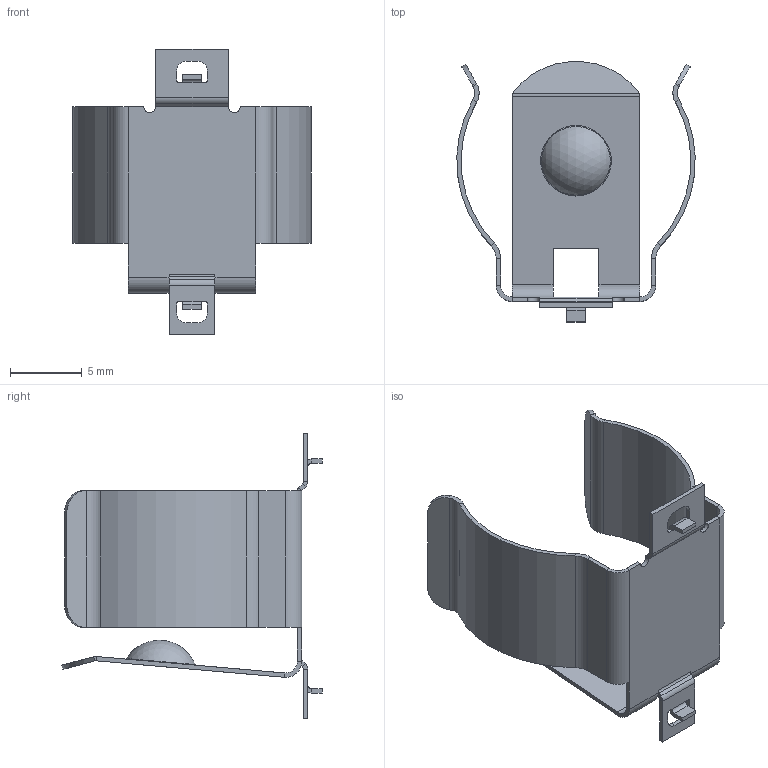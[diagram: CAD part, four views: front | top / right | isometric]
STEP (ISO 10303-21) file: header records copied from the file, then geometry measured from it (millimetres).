
FILE_DESCRIPTION (( 'STEP AP214' ), '1' );
FILE_NAME ('254.STEP', '2022-08-15T20:05:04', ( '' ), ( '' ), 'SwSTEP 2.0', 'SolidWorks 2013', '' );
FILE_SCHEMA (( 'AUTOMOTIVE_DESIGN' ));
Length unit declared in the file: inch
Products named in the file (1): 254
Bounding box: 16.6 x 18.15 x 19.88 mm (x, y, z)
Volume: 188.5 mm3; surface area: 1296.1 mm2
Topology: 1 solids, 1 shells, 161 faces, 357 edges, 198 vertices
Faces by surface type: plane 109, cylinder 48, sphere 2, torus 2
Entity records: 4333 total; most frequent: DIRECTION 779, CARTESIAN_POINT 715, ORIENTED_EDGE 710, EDGE_CURVE 355, AXIS2_PLACEMENT_3D 262, LINE 255, VECTOR 255, VERTEX_POINT 198
